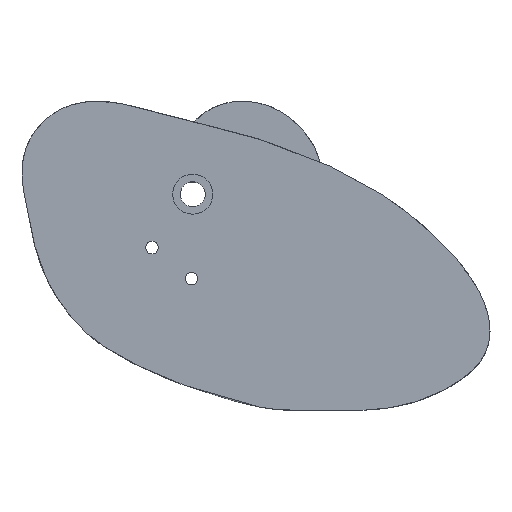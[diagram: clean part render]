
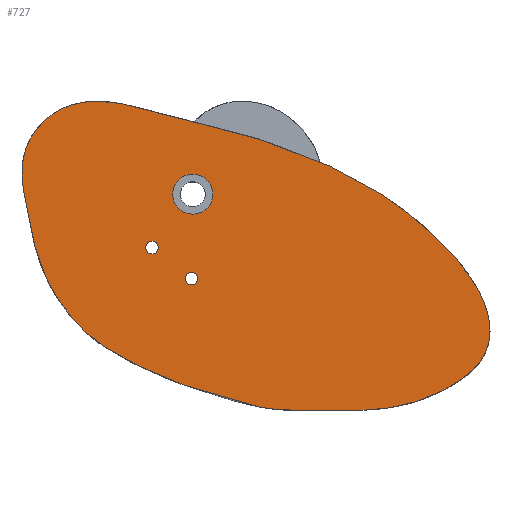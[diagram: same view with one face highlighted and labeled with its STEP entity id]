
A CAD part, top view. The second image highlights one B-rep face of the part: STEP entity #727.
In plain terms, the highlighted planar face has unit normal (0, 0, 1).
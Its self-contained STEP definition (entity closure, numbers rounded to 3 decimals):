
#318 = ORIENTED_EDGE ( 'NONE', *, *, #13546, .F. ) ;
#720 = CARTESIAN_POINT ( 'NONE',  ( 17.808, 6.267, 6.35 ) ) ;
#727 = ADVANCED_FACE ( 'NONE', ( #14170, #1823, #9569, #7471 ), #9796, .T. ) ;
#734 = VERTEX_POINT ( 'NONE', #13145 ) ;
#795 = CARTESIAN_POINT ( 'NONE',  ( -9.17, 13.985, 6.35 ) ) ;
#1343 = AXIS2_PLACEMENT_3D ( 'NONE', #14217, #4035, #6701 ) ;
#1358 = EDGE_CURVE ( 'NONE', #4592, #12101, #1467, .T. ) ;
#1379 = AXIS2_PLACEMENT_3D ( 'NONE', #13554, #5676, #3352 ) ;
#1467 = CIRCLE ( 'NONE', #10991, 1. ) ;
#1614 = EDGE_LOOP ( 'NONE', ( #5065, #13553 ) ) ;
#1752 = AXIS2_PLACEMENT_3D ( 'NONE', #11912, #14339, #11991 ) ;
#1823 = FACE_BOUND ( 'NONE', #1867, .T. ) ;
#1867 = EDGE_LOOP ( 'NONE', ( #6916, #10256 ) ) ;
#1887 = AXIS2_PLACEMENT_3D ( 'NONE', #10852, #6365, #14314 ) ;
#1893 = CARTESIAN_POINT ( 'NONE',  ( 3.634, 10.582, 6.35 ) ) ;
#2264 = EDGE_LOOP ( 'NONE', ( #318, #5815 ) ) ;
#2785 = EDGE_CURVE ( 'NONE', #6167, #13044, #10425, .T. ) ;
#3058 = B_SPLINE_CURVE_WITH_KNOTS ( 'NONE', 3,
 ( #12749, #4710, #10226, #13780, #4865, #12674, #13710, #3510, #7092, #4643, #5834 ),
 .UNSPECIFIED., .F., .F.,
 ( 4, 1, 1, 1, 1, 1, 1, 1, 4 ),
 ( 0.5, 0.531, 0.563, 0.602, 0.648, 0.695, 0.758, 0.82, 1. ),
 .UNSPECIFIED. ) ;
#3352 = DIRECTION ( 'NONE',  ( -1., 0., 0. ) ) ;
#3417 = EDGE_CURVE ( 'NONE', #7173, #9386, #3058, .T. ) ;
#3510 = CARTESIAN_POINT ( 'NONE',  ( 33.5, -34.61, 6.35 ) ) ;
#3745 = ORIENTED_EDGE ( 'NONE', *, *, #3417, .T. ) ;
#3803 = EDGE_LOOP ( 'NONE', ( #12877, #3745 ) ) ;
#4035 = DIRECTION ( 'NONE',  ( 0., 0., 1. ) ) ;
#4133 = CIRCLE ( 'NONE', #1752, 1. ) ;
#4184 = DIRECTION ( 'NONE',  ( 0., 0., -1. ) ) ;
#4592 = VERTEX_POINT ( 'NONE', #6536 ) ;
#4643 = CARTESIAN_POINT ( 'NONE',  ( 40.674, -6.922, 6.35 ) ) ;
#4654 = CARTESIAN_POINT ( 'NONE',  ( -21.408, 14.114, 6.35 ) ) ;
#4710 = CARTESIAN_POINT ( 'NONE',  ( -12.587, -25.345, 6.35 ) ) ;
#4783 = CIRCLE ( 'NONE', #13563, 1. ) ;
#4865 = CARTESIAN_POINT ( 'NONE',  ( 4.439, -32.309, 6.35 ) ) ;
#5065 = ORIENTED_EDGE ( 'NONE', *, *, #2785, .T. ) ;
#5259 = CARTESIAN_POINT ( 'NONE',  ( 6.093, 9.907, 6.35 ) ) ;
#5334 = CARTESIAN_POINT ( 'NONE',  ( -1.298, 11.881, 6.35 ) ) ;
#5496 = CARTESIAN_POINT ( 'NONE',  ( -7.483, -8.482, 6.35 ) ) ;
#5676 = DIRECTION ( 'NONE',  ( 0., 0., -1. ) ) ;
#5694 = CARTESIAN_POINT ( 'NONE',  ( -14.719, 15.175, 6.35 ) ) ;
#5771 = CARTESIAN_POINT ( 'NONE',  ( -26.551, 9.162, 6.35 ) ) ;
#5815 = ORIENTED_EDGE ( 'NONE', *, *, #5990, .F. ) ;
#5834 = CARTESIAN_POINT ( 'NONE',  ( 30.033, 0., 6.35 ) ) ;
#5990 = EDGE_CURVE ( 'NONE', #734, #10410, #7050, .T. ) ;
#6167 = VERTEX_POINT ( 'NONE', #5496 ) ;
#6365 = DIRECTION ( 'NONE',  ( 0., 0., 1. ) ) ;
#6442 = CARTESIAN_POINT ( 'NONE',  ( 1.17, 11.238, 6.35 ) ) ;
#6536 = CARTESIAN_POINT ( 'NONE',  ( 0.802, -13.432, 6.35 ) ) ;
#6701 = DIRECTION ( 'NONE',  ( 1., 0., 0. ) ) ;
#6736 = CARTESIAN_POINT ( 'NONE',  ( -25.34, -8.07, 6.35 ) ) ;
#6916 = ORIENTED_EDGE ( 'NONE', *, *, #14019, .T. ) ;
#7050 = CIRCLE ( 'NONE', #1343, 3.175 ) ;
#7092 = CARTESIAN_POINT ( 'NONE',  ( 56.072, -23.618, 6.35 ) ) ;
#7156 = CARTESIAN_POINT ( 'NONE',  ( 30.033, 0., 6.35 ) ) ;
#7173 = VERTEX_POINT ( 'NONE', #12458 ) ;
#7471 = FACE_OUTER_BOUND ( 'NONE', #3803, .T. ) ;
#7918 = CARTESIAN_POINT ( 'NONE',  ( -26.216, -2.538, 6.35 ) ) ;
#7987 = CARTESIAN_POINT ( 'NONE',  ( -19.673, -19.474, 6.35 ) ) ;
#8675 = CARTESIAN_POINT ( 'NONE',  ( 30.033, 0., 6.35 ) ) ;
#8720 = DIRECTION ( 'NONE',  ( -1., 0., 0. ) ) ;
#8894 = EDGE_CURVE ( 'NONE', #9386, #7173, #8992, .T. ) ;
#8992 = B_SPLINE_CURVE_WITH_KNOTS ( 'NONE', 3,
 ( #8675, #10927, #720, #12105, #5259, #1893, #6442, #5334, #9877, #795, #5694, #4654, #5771, #10322, #7918, #6736, #11288, #7987, #9334, #12687 ),
 .UNSPECIFIED., .F., .F.,
 ( 4, 1, 1, 1, 1, 1, 1, 1, 1, 1, 1, 1, 1, 1, 1, 1, 1, 4 ),
 ( 0., 0.094, 0.117, 0.133, 0.148, 0.156, 0.172, 0.187, 0.211, 0.242, 0.273, 0.313, 0.344, 0.367, 0.398, 0.43, 0.461, 0.5 ),
 .UNSPECIFIED. ) ;
#9334 = CARTESIAN_POINT ( 'NONE',  ( -16.343, -22.721, 6.35 ) ) ;
#9386 = VERTEX_POINT ( 'NONE', #7156 ) ;
#9569 = FACE_BOUND ( 'NONE', #2264, .T. ) ;
#9796 = PLANE ( 'NONE',  #1887 ) ;
#9854 = CARTESIAN_POINT ( 'NONE',  ( -0.198, -13.432, 6.35 ) ) ;
#9877 = CARTESIAN_POINT ( 'NONE',  ( -4.76, 12.786, 6.35 ) ) ;
#9918 = CARTESIAN_POINT ( 'NONE',  ( -1.198, -13.432, 6.35 ) ) ;
#10226 = CARTESIAN_POINT ( 'NONE',  ( -8.946, -27.235, 6.35 ) ) ;
#10256 = ORIENTED_EDGE ( 'NONE', *, *, #1358, .T. ) ;
#10322 = CARTESIAN_POINT ( 'NONE',  ( -27.516, 2.932, 6.35 ) ) ;
#10410 = VERTEX_POINT ( 'NONE', #13805 ) ;
#10425 = CIRCLE ( 'NONE', #1379, 1. ) ;
#10438 = DIRECTION ( 'NONE',  ( 1., 0., 0. ) ) ;
#10454 = CARTESIAN_POINT ( 'NONE',  ( -0.198, -13.432, 6.35 ) ) ;
#10662 = CARTESIAN_POINT ( 'NONE',  ( 0., 0., 6.35 ) ) ;
#10852 = CARTESIAN_POINT ( 'NONE',  ( 0., 0., 6.35 ) ) ;
#10927 = CARTESIAN_POINT ( 'NONE',  ( 24.481, 3.612, 6.35 ) ) ;
#10991 = AXIS2_PLACEMENT_3D ( 'NONE', #9854, #4184, #8720 ) ;
#11288 = CARTESIAN_POINT ( 'NONE',  ( -23.331, -13.916, 6.35 ) ) ;
#11569 = DIRECTION ( 'NONE',  ( 0., 0., -1. ) ) ;
#11842 = EDGE_CURVE ( 'NONE', #13044, #6167, #4133, .T. ) ;
#11912 = CARTESIAN_POINT ( 'NONE',  ( -6.483, -8.482, 6.35 ) ) ;
#11991 = DIRECTION ( 'NONE',  ( -1., 0., 0. ) ) ;
#12101 = VERTEX_POINT ( 'NONE', #9918 ) ;
#12105 = CARTESIAN_POINT ( 'NONE',  ( 9.589, 9.131, 6.35 ) ) ;
#12458 = CARTESIAN_POINT ( 'NONE',  ( -14.256, -24.179, 6.35 ) ) ;
#12622 = CIRCLE ( 'NONE', #14513, 3.175 ) ;
#12674 = CARTESIAN_POINT ( 'NONE',  ( 12.646, -34.643, 6.35 ) ) ;
#12687 = CARTESIAN_POINT ( 'NONE',  ( -14.256, -24.179, 6.35 ) ) ;
#12749 = CARTESIAN_POINT ( 'NONE',  ( -14.256, -24.179, 6.35 ) ) ;
#12877 = ORIENTED_EDGE ( 'NONE', *, *, #8894, .T. ) ;
#13044 = VERTEX_POINT ( 'NONE', #14167 ) ;
#13145 = CARTESIAN_POINT ( 'NONE',  ( -3.175, 0., 6.35 ) ) ;
#13546 = EDGE_CURVE ( 'NONE', #10410, #734, #12622, .T. ) ;
#13553 = ORIENTED_EDGE ( 'NONE', *, *, #11842, .T. ) ;
#13554 = CARTESIAN_POINT ( 'NONE',  ( -6.483, -8.482, 6.35 ) ) ;
#13563 = AXIS2_PLACEMENT_3D ( 'NONE', #10454, #11569, #14005 ) ;
#13710 = CARTESIAN_POINT ( 'NONE',  ( 23.433, -34.302, 6.35 ) ) ;
#13780 = CARTESIAN_POINT ( 'NONE',  ( -2.914, -29.94, 6.35 ) ) ;
#13805 = CARTESIAN_POINT ( 'NONE',  ( 3.175, 0., 6.35 ) ) ;
#13844 = DIRECTION ( 'NONE',  ( 0., 0., 1. ) ) ;
#14005 = DIRECTION ( 'NONE',  ( -1., 0., 0. ) ) ;
#14019 = EDGE_CURVE ( 'NONE', #12101, #4592, #4783, .T. ) ;
#14167 = CARTESIAN_POINT ( 'NONE',  ( -5.483, -8.482, 6.35 ) ) ;
#14170 = FACE_BOUND ( 'NONE', #1614, .T. ) ;
#14217 = CARTESIAN_POINT ( 'NONE',  ( 0., 0., 6.35 ) ) ;
#14314 = DIRECTION ( 'NONE',  ( 1., 0., 0. ) ) ;
#14339 = DIRECTION ( 'NONE',  ( 0., 0., -1. ) ) ;
#14513 = AXIS2_PLACEMENT_3D ( 'NONE', #10662, #13844, #10438 ) ;
